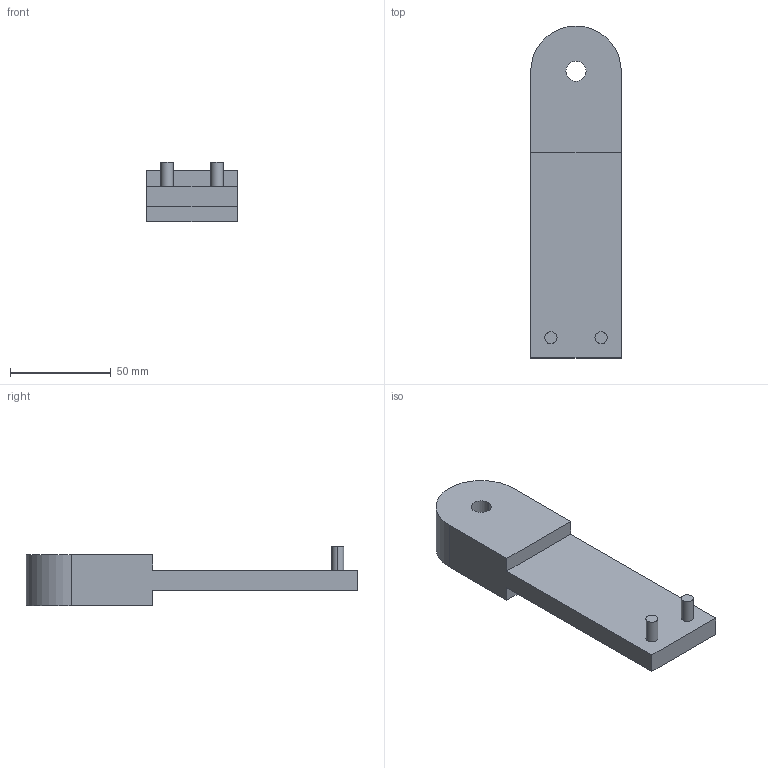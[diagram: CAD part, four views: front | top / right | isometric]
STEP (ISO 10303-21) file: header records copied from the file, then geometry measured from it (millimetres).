
FILE_DESCRIPTION (( 'STEP AP203' ), '1' );
FILE_NAME ('Extension 2_Default_sldprt.STEP', '2024-11-07T05:12:50', ( '' ), ( '' ), 'SwSTEP 2.0', 'SolidWorks 2024', '' );
FILE_SCHEMA (( 'CONFIG_CONTROL_DESIGN' ));
Length unit declared in the file: millimetre
Products named in the file (1): Extension 2_Default_sldprt
Bounding box: 44.8 x 164.4 x 29.64 mm (x, y, z)
Volume: 110188.4 mm3; surface area: 22400.2 mm2
Topology: 1 solids, 1 shells, 18 faces, 42 edges, 28 vertices
Faces by surface type: plane 11, cylinder 7
Entity records: 601 total; most frequent: DIRECTION 94, CARTESIAN_POINT 89, ORIENTED_EDGE 84, EDGE_CURVE 42, AXIS2_PLACEMENT_3D 33, LINE 28, VERTEX_POINT 28, VECTOR 28
